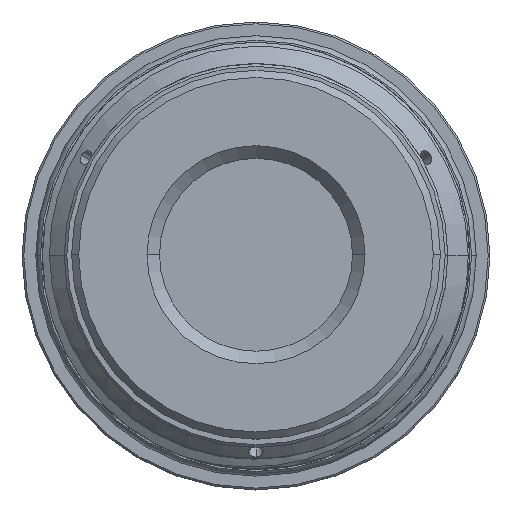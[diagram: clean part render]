
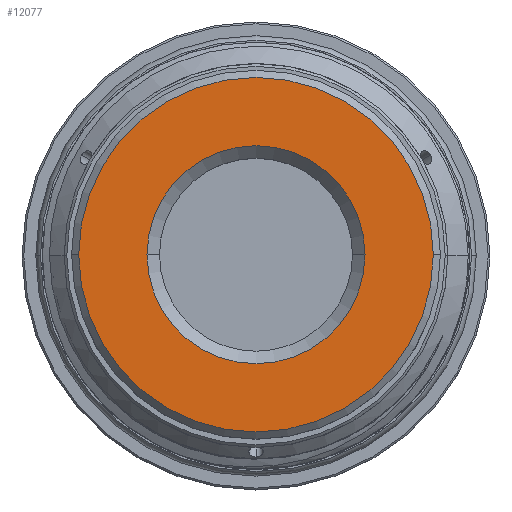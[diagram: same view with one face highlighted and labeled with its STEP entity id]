
A CAD part, top view. The second image highlights one B-rep face of the part: STEP entity #12077.
In plain terms, the highlighted planar face has unit normal (0, 0, 1).
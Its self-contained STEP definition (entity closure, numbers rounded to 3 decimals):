
#95 = VERTEX_POINT ( 'NONE', #2942 ) ;
#162 = VERTEX_POINT ( 'NONE', #3804 ) ;
#1499 = PLANE ( 'NONE',  #9273 ) ;
#1500 = CARTESIAN_POINT ( 'NONE',  ( 0., 0., 109.63 ) ) ;
#1505 = DIRECTION ( 'NONE',  ( 0., 0., -1. ) ) ;
#1506 = DIRECTION ( 'NONE',  ( -1., 0., 0. ) ) ;
#2288 = ORIENTED_EDGE ( 'NONE', *, *, #4305, .F. ) ;
#2388 = ORIENTED_EDGE ( 'NONE', *, *, #4067, .F. ) ;
#2494 = ORIENTED_EDGE ( 'NONE', *, *, #4511, .F. ) ;
#2942 = CARTESIAN_POINT ( 'NONE',  ( 12.2, 0., 109.63 ) ) ;
#3804 = CARTESIAN_POINT ( 'NONE',  ( 19.84, 0., 109.63 ) ) ;
#4067 = EDGE_CURVE ( 'NONE', #4710, #162, #11033, .T. ) ;
#4305 = EDGE_CURVE ( 'NONE', #4819, #95, #6798, .T. ) ;
#4360 = EDGE_CURVE ( 'NONE', #162, #4710, #6767, .T. ) ;
#4511 = EDGE_CURVE ( 'NONE', #95, #4819, #6667, .T. ) ;
#4710 = VERTEX_POINT ( 'NONE', #8751 ) ;
#4799 = ORIENTED_EDGE ( 'NONE', *, *, #4360, .F. ) ;
#4819 = VERTEX_POINT ( 'NONE', #8772 ) ;
#4948 = EDGE_LOOP ( 'NONE', ( #2388, #4799 ) ) ;
#6667 = CIRCLE ( 'NONE', #9173, 12.2 ) ;
#6767 = CIRCLE ( 'NONE', #9049, 19.84 ) ;
#6798 = CIRCLE ( 'NONE', #9202, 12.2 ) ;
#7271 = DIRECTION ( 'NONE',  ( -1., 0., 0. ) ) ;
#7403 = CARTESIAN_POINT ( 'NONE',  ( 0., 0., 109.63 ) ) ;
#7460 = DIRECTION ( 'NONE',  ( 0., 0., -1. ) ) ;
#7922 = CARTESIAN_POINT ( 'NONE',  ( 0., 0., 109.63 ) ) ;
#7923 = DIRECTION ( 'NONE',  ( 0., 0., -1. ) ) ;
#7924 = DIRECTION ( 'NONE',  ( -1., 0., 0. ) ) ;
#8301 = CARTESIAN_POINT ( 'NONE',  ( 0., 0., 109.63 ) ) ;
#8302 = DIRECTION ( 'NONE',  ( 0., 0., 1. ) ) ;
#8303 = DIRECTION ( 'NONE',  ( 1., 0., 0. ) ) ;
#8751 = CARTESIAN_POINT ( 'NONE',  ( -19.84, 0., 109.63 ) ) ;
#8772 = CARTESIAN_POINT ( 'NONE',  ( -12.2, 0., 109.63 ) ) ;
#9049 = AXIS2_PLACEMENT_3D ( 'NONE', #7922, #7923, #7924 ) ;
#9173 = AXIS2_PLACEMENT_3D ( 'NONE', #8301, #8302, #8303 ) ;
#9202 = AXIS2_PLACEMENT_3D ( 'NONE', #9859, #10118, #10157 ) ;
#9231 = AXIS2_PLACEMENT_3D ( 'NONE', #7403, #7460, #7271 ) ;
#9273 = AXIS2_PLACEMENT_3D ( 'NONE', #1500, #1505, #1506 ) ;
#9859 = CARTESIAN_POINT ( 'NONE',  ( 0., 0., 109.63 ) ) ;
#10118 = DIRECTION ( 'NONE',  ( 0., 0., 1. ) ) ;
#10157 = DIRECTION ( 'NONE',  ( 1., 0., 0. ) ) ;
#10439 = EDGE_LOOP ( 'NONE', ( #2494, #2288 ) ) ;
#11033 = CIRCLE ( 'NONE', #9231, 19.84 ) ;
#11941 = FACE_BOUND ( 'NONE', #10439, .T. ) ;
#11943 = FACE_OUTER_BOUND ( 'NONE', #4948, .T. ) ;
#12077 = ADVANCED_FACE ( 'NONE', ( #11943, #11941 ), #1499, .F. ) ;
